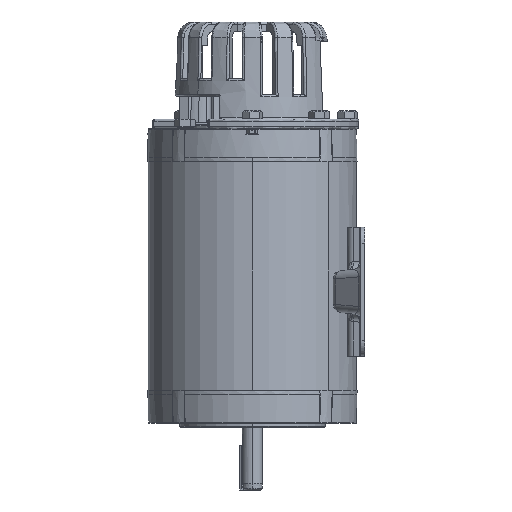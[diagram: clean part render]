
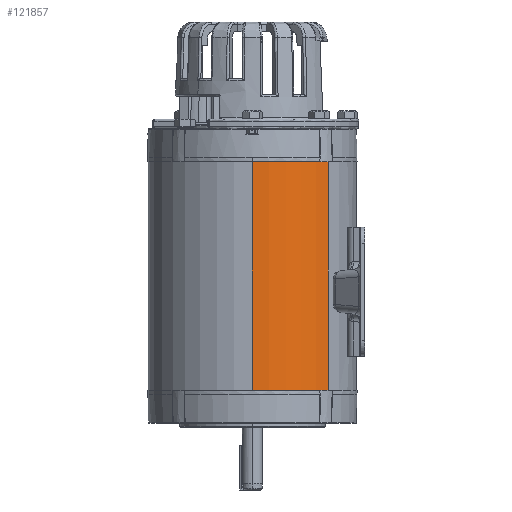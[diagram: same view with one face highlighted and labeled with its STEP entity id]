
A CAD part, left-side view. The second image highlights one B-rep face of the part: STEP entity #121857.
In plain terms, the highlighted cylindrical face has radius 81.749 mm (diameter 163.497 mm), a partial arc.
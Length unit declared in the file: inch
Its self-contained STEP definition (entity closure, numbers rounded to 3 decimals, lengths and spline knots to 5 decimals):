
#3481 = DIRECTION ( 'NONE',  ( 0., 0., -1. ) ) ;
#9078 = CYLINDRICAL_SURFACE ( 'NONE', #111548, 3.21845 ) ;
#11116 = ORIENTED_EDGE ( 'NONE', *, *, #63957, .T. ) ;
#11433 = CIRCLE ( 'NONE', #40176, 3.21845 ) ;
#11853 = LINE ( 'NONE', #77524, #150433 ) ;
#13167 = DIRECTION ( 'NONE',  ( 1., 0., 0. ) ) ;
#23322 = DIRECTION ( 'NONE',  ( 0., 0., 1. ) ) ;
#26058 = VECTOR ( 'NONE', #23322, 39.37008 ) ;
#27365 = VERTEX_POINT ( 'NONE', #159025 ) ;
#31855 = LINE ( 'NONE', #59506, #26058 ) ;
#33235 = DIRECTION ( 'NONE',  ( 0., 0., 1. ) ) ;
#40100 = ORIENTED_EDGE ( 'NONE', *, *, #59812, .T. ) ;
#40176 = AXIS2_PLACEMENT_3D ( 'NONE', #138972, #3481, #103059 ) ;
#41691 = ORIENTED_EDGE ( 'NONE', *, *, #123319, .F. ) ;
#45853 = FACE_OUTER_BOUND ( 'NONE', #112942, .T. ) ;
#59506 = CARTESIAN_POINT ( 'NONE',  ( -3.21845, 0., -14.47275 ) ) ;
#59812 = EDGE_CURVE ( 'NONE', #27365, #117126, #11433, .T. ) ;
#59911 = DIRECTION ( 'NONE',  ( 1., 0., 0. ) ) ;
#63957 = EDGE_CURVE ( 'NONE', #138069, #27365, #11853, .T. ) ;
#70056 = CARTESIAN_POINT ( 'NONE',  ( -2.19498, -2.35383, 3.08756 ) ) ;
#77524 = CARTESIAN_POINT ( 'NONE',  ( -2.19498, -2.35383, -14.47275 ) ) ;
#83057 = DIRECTION ( 'NONE',  ( 0., 0., 1. ) ) ;
#86221 = AXIS2_PLACEMENT_3D ( 'NONE', #119716, #33235, #13167 ) ;
#88885 = DIRECTION ( 'NONE',  ( 0., 0., 1. ) ) ;
#95898 = CARTESIAN_POINT ( 'NONE',  ( 0., 0., -14.47275 ) ) ;
#98667 = CARTESIAN_POINT ( 'NONE',  ( -3.21845, 0., 3.08756 ) ) ;
#103059 = DIRECTION ( 'NONE',  ( 1., 0., 0. ) ) ;
#103258 = VERTEX_POINT ( 'NONE', #98667 ) ;
#111548 = AXIS2_PLACEMENT_3D ( 'NONE', #95898, #83057, #59911 ) ;
#112942 = EDGE_LOOP ( 'NONE', ( #41691, #148017, #11116, #40100 ) ) ;
#117126 = VERTEX_POINT ( 'NONE', #128798 ) ;
#119716 = CARTESIAN_POINT ( 'NONE',  ( 0., 0., 3.08756 ) ) ;
#121857 = ADVANCED_FACE ( 'NONE', ( #45853 ), #9078, .T. ) ;
#123319 = EDGE_CURVE ( 'NONE', #103258, #117126, #31855, .T. ) ;
#125700 = EDGE_CURVE ( 'NONE', #103258, #138069, #135602, .T. ) ;
#128798 = CARTESIAN_POINT ( 'NONE',  ( -3.21845, 0., 10.14756 ) ) ;
#135602 = CIRCLE ( 'NONE', #86221, 3.21845 ) ;
#138069 = VERTEX_POINT ( 'NONE', #70056 ) ;
#138972 = CARTESIAN_POINT ( 'NONE',  ( 0., 0., 10.14756 ) ) ;
#148017 = ORIENTED_EDGE ( 'NONE', *, *, #125700, .T. ) ;
#150433 = VECTOR ( 'NONE', #88885, 39.37008 ) ;
#159025 = CARTESIAN_POINT ( 'NONE',  ( -2.19498, -2.35383, 10.14756 ) ) ;
